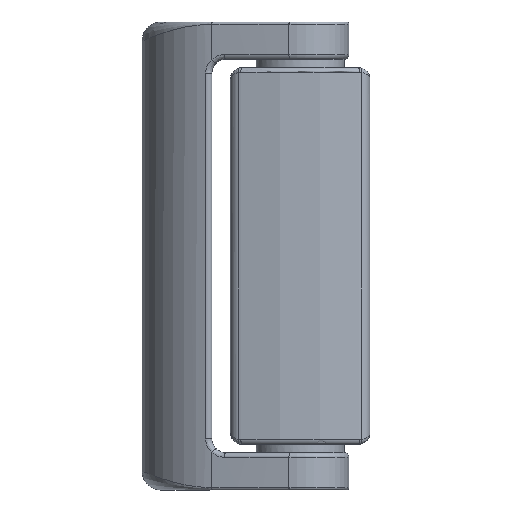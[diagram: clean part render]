
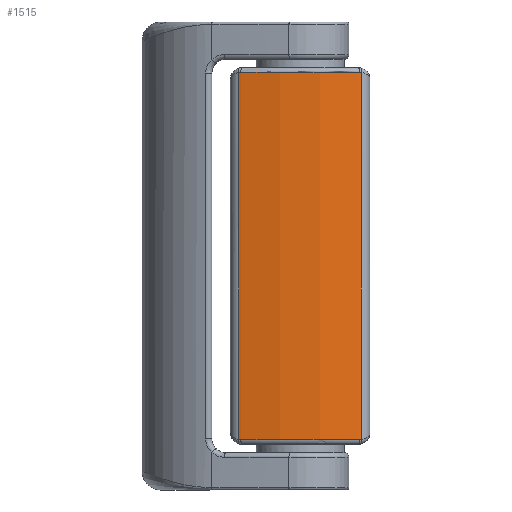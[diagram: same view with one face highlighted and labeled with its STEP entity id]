
A CAD part, top view. The second image highlights one B-rep face of the part: STEP entity #1515.
In plain terms, the highlighted cylindrical face has radius 50 mm (diameter 100 mm), a partial arc.
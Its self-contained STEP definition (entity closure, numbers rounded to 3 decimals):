
#49=B_SPLINE_CURVE_WITH_KNOTS('',3,(#2483,#2484,#2485,#2486),
 .UNSPECIFIED.,.F.,.F.,(4,4),(0.,0.),.UNSPECIFIED.);
#50=B_SPLINE_CURVE_WITH_KNOTS('',3,(#2489,#2490,#2491,#2492),
 .UNSPECIFIED.,.F.,.F.,(4,4),(0.,0.),
 .UNSPECIFIED.);
#51=B_SPLINE_CURVE_WITH_KNOTS('',3,(#2494,#2495,#2496,#2497),
 .UNSPECIFIED.,.F.,.F.,(4,4),(0.,0.),.UNSPECIFIED.);
#52=B_SPLINE_CURVE_WITH_KNOTS('',3,(#2500,#2501,#2502,#2503),
 .UNSPECIFIED.,.F.,.F.,(4,4),(0.,0.),
 .UNSPECIFIED.);
#164=FACE_OUTER_BOUND('',#273,.T.);
#273=EDGE_LOOP('',(#1084,#1085,#1086,#1087,#1088,#1089,#1090,#1091));
#390=LINE('',#2488,#463);
#391=LINE('',#2499,#464);
#463=VECTOR('',#2010,1000.);
#464=VECTOR('',#2011,1000.);
#533=CIRCLE('',#1707,50.);
#535=CIRCLE('',#1710,50.);
#652=VERTEX_POINT('',#2437);
#653=VERTEX_POINT('',#2439);
#654=VERTEX_POINT('',#2443);
#655=VERTEX_POINT('',#2444);
#668=VERTEX_POINT('',#2482);
#669=VERTEX_POINT('',#2487);
#670=VERTEX_POINT('',#2493);
#671=VERTEX_POINT('',#2498);
#801=EDGE_CURVE('',#653,#652,#533,.T.);
#803=EDGE_CURVE('',#654,#655,#535,.T.);
#823=EDGE_CURVE('',#655,#668,#49,.T.);
#824=EDGE_CURVE('',#668,#669,#390,.T.);
#825=EDGE_CURVE('',#669,#653,#50,.T.);
#826=EDGE_CURVE('',#652,#670,#51,.T.);
#827=EDGE_CURVE('',#670,#671,#391,.T.);
#828=EDGE_CURVE('',#671,#654,#52,.T.);
#1084=ORIENTED_EDGE('',*,*,#803,.T.);
#1085=ORIENTED_EDGE('',*,*,#823,.T.);
#1086=ORIENTED_EDGE('',*,*,#824,.T.);
#1087=ORIENTED_EDGE('',*,*,#825,.T.);
#1088=ORIENTED_EDGE('',*,*,#801,.T.);
#1089=ORIENTED_EDGE('',*,*,#826,.T.);
#1090=ORIENTED_EDGE('',*,*,#827,.T.);
#1091=ORIENTED_EDGE('',*,*,#828,.T.);
#1463=CYLINDRICAL_SURFACE('',#1723,50.);
#1515=ADVANCED_FACE('',(#164),#1463,.T.);
#1707=AXIS2_PLACEMENT_3D('',#2440,#1965,#1966);
#1710=AXIS2_PLACEMENT_3D('',#2445,#1971,#1972);
#1723=AXIS2_PLACEMENT_3D('',#2481,#2008,#2009);
#1965=DIRECTION('center_axis',(0.,1.,0.));
#1966=DIRECTION('ref_axis',(0.,0.,1.));
#1971=DIRECTION('center_axis',(0.,-1.,0.));
#1972=DIRECTION('ref_axis',(0.,0.,1.));
#2008=DIRECTION('center_axis',(0.,-1.,0.));
#2009=DIRECTION('ref_axis',(0.,0.,1.));
#2010=DIRECTION('',(0.,-1.,0.));
#2011=DIRECTION('',(0.,1.,0.));
#2437=CARTESIAN_POINT('',(12.755,-39.5,20.846));
#2439=CARTESIAN_POINT('',(-12.755,-39.5,20.846));
#2440=CARTESIAN_POINT('Origin',(0.,-39.5,-27.5));
#2443=CARTESIAN_POINT('',(12.755,39.5,20.846));
#2444=CARTESIAN_POINT('',(-12.755,39.5,20.846));
#2445=CARTESIAN_POINT('Origin',(0.,39.5,-27.5));
#2481=CARTESIAN_POINT('Origin',(0.,40.5,-27.5));
#2482=CARTESIAN_POINT('',(-13.158,39.447,20.738));
#2483=CARTESIAN_POINT('Ctrl Pts',(-12.755,39.5,20.846));
#2484=CARTESIAN_POINT('Ctrl Pts',(-12.892,39.5,20.81));
#2485=CARTESIAN_POINT('Ctrl Pts',(-13.026,39.482,20.774));
#2486=CARTESIAN_POINT('Ctrl Pts',(-13.158,39.447,20.738));
#2487=CARTESIAN_POINT('',(-13.158,-39.447,20.738));
#2488=CARTESIAN_POINT('',(-13.158,40.5,20.738));
#2489=CARTESIAN_POINT('Ctrl Pts',(-13.158,-39.447,20.738));
#2490=CARTESIAN_POINT('Ctrl Pts',(-13.026,-39.482,20.774));
#2491=CARTESIAN_POINT('Ctrl Pts',(-12.892,-39.5,20.81));
#2492=CARTESIAN_POINT('Ctrl Pts',(-12.755,-39.5,20.846));
#2493=CARTESIAN_POINT('',(13.158,-39.447,20.738));
#2494=CARTESIAN_POINT('Ctrl Pts',(12.755,-39.5,20.846));
#2495=CARTESIAN_POINT('Ctrl Pts',(12.892,-39.5,20.81));
#2496=CARTESIAN_POINT('Ctrl Pts',(13.026,-39.482,20.774));
#2497=CARTESIAN_POINT('Ctrl Pts',(13.158,-39.447,20.738));
#2498=CARTESIAN_POINT('',(13.158,39.447,20.738));
#2499=CARTESIAN_POINT('',(13.158,40.5,20.738));
#2500=CARTESIAN_POINT('Ctrl Pts',(13.158,39.447,20.738));
#2501=CARTESIAN_POINT('Ctrl Pts',(13.026,39.482,20.774));
#2502=CARTESIAN_POINT('Ctrl Pts',(12.892,39.5,20.81));
#2503=CARTESIAN_POINT('Ctrl Pts',(12.755,39.5,20.846));
